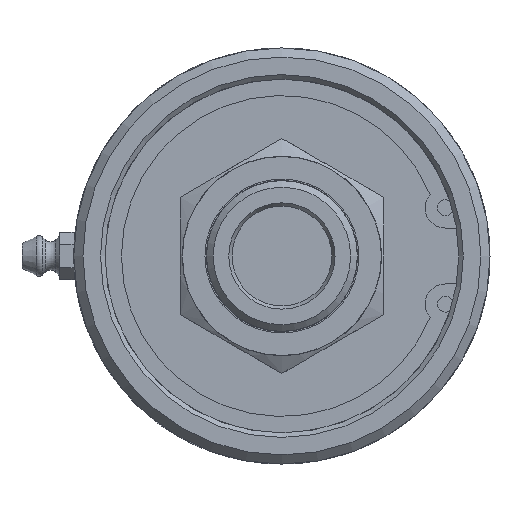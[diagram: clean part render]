
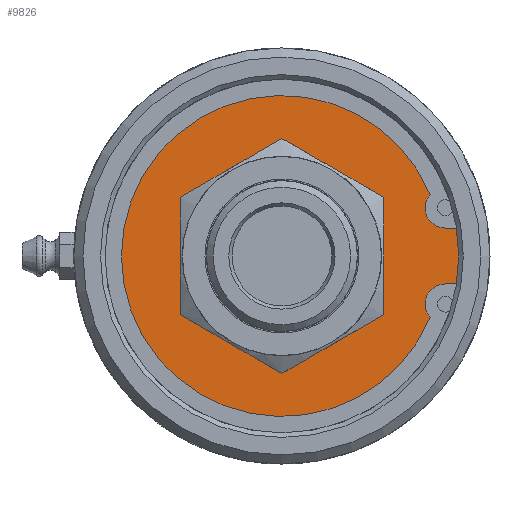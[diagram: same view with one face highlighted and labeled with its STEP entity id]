
A CAD part, left-side view. The second image highlights one B-rep face of the part: STEP entity #9826.
In plain terms, the highlighted planar face has unit normal (-1, 0, 0).
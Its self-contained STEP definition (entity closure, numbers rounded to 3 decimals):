
#135=FACE_BOUND('',#1635,.T.);
#253=PLANE('',#10425);
#1028=FACE_OUTER_BOUND('',#1634,.T.);
#1634=EDGE_LOOP('',(#8564,#8565,#8566,#8567,#8568,#8569));
#1635=EDGE_LOOP('',(#8570,#8571));
#1992=CIRCLE('',#10405,3.556);
#1994=CIRCLE('',#10408,28.142);
#1996=CIRCLE('',#10411,3.556);
#2003=CIRCLE('',#10423,33.45);
#2004=CIRCLE('',#10426,17.5);
#2005=CIRCLE('',#10427,17.5);
#2510=LINE('',#27032,#2984);
#2515=LINE('',#27046,#2989);
#2984=VECTOR('',#11925,10.);
#2989=VECTOR('',#11932,10.);
#4483=VERTEX_POINT('',#27029);
#4484=VERTEX_POINT('',#27031);
#4488=VERTEX_POINT('',#27043);
#4489=VERTEX_POINT('',#27045);
#4490=VERTEX_POINT('',#27049);
#4492=VERTEX_POINT('',#27055);
#4495=VERTEX_POINT('',#27077);
#4496=VERTEX_POINT('',#27078);
#5862=EDGE_CURVE('',#4484,#4483,#2510,.T.);
#5868=EDGE_CURVE('',#4489,#4488,#2515,.T.);
#5870=EDGE_CURVE('',#4488,#4490,#1992,.T.);
#5873=EDGE_CURVE('',#4490,#4492,#1994,.T.);
#5876=EDGE_CURVE('',#4492,#4484,#1996,.T.);
#5883=EDGE_CURVE('',#4483,#4489,#2003,.T.);
#5884=EDGE_CURVE('',#4495,#4496,#2004,.T.);
#5885=EDGE_CURVE('',#4496,#4495,#2005,.T.);
#8564=ORIENTED_EDGE('',*,*,#5868,.T.);
#8565=ORIENTED_EDGE('',*,*,#5870,.T.);
#8566=ORIENTED_EDGE('',*,*,#5873,.T.);
#8567=ORIENTED_EDGE('',*,*,#5876,.T.);
#8568=ORIENTED_EDGE('',*,*,#5862,.T.);
#8569=ORIENTED_EDGE('',*,*,#5883,.T.);
#8570=ORIENTED_EDGE('',*,*,#5884,.T.);
#8571=ORIENTED_EDGE('',*,*,#5885,.T.);
#9826=ADVANCED_FACE('',(#1028,#135),#253,.F.);
#10405=AXIS2_PLACEMENT_3D('',#27050,#11936,#11937);
#10408=AXIS2_PLACEMENT_3D('',#27056,#11943,#11944);
#10411=AXIS2_PLACEMENT_3D('',#27061,#11950,#11951);
#10423=AXIS2_PLACEMENT_3D('',#27074,#11974,#11975);
#10425=AXIS2_PLACEMENT_3D('',#27076,#11978,#11979);
#10426=AXIS2_PLACEMENT_3D('',#27079,#11980,#11981);
#10427=AXIS2_PLACEMENT_3D('',#27080,#11982,#11983);
#11925=DIRECTION('',(0.,-1.,0.));
#11932=DIRECTION('',(0.,1.,0.));
#11936=DIRECTION('center_axis',(1.,0.,0.));
#11937=DIRECTION('ref_axis',(0.,0.754,0.657));
#11943=DIRECTION('center_axis',(-1.,0.,0.));
#11944=DIRECTION('ref_axis',(0.,0.924,-0.384));
#11950=DIRECTION('center_axis',(1.,0.,0.));
#11951=DIRECTION('ref_axis',(0.,0.,1.));
#11974=DIRECTION('center_axis',(-1.,0.,0.));
#11975=DIRECTION('ref_axis',(0.,1.,0.));
#11978=DIRECTION('center_axis',(1.,0.,0.));
#11979=DIRECTION('ref_axis',(0.,0.,-1.));
#11980=DIRECTION('center_axis',(1.,0.,0.));
#11981=DIRECTION('ref_axis',(0.,1.,0.));
#11982=DIRECTION('center_axis',(1.,0.,0.));
#11983=DIRECTION('ref_axis',(0.,1.,0.));
#27029=CARTESIAN_POINT('',(6.08,-33.089,-4.902));
#27031=CARTESIAN_POINT('',(6.08,-28.672,-4.902));
#27032=CARTESIAN_POINT('',(6.08,-8.182,-4.902));
#27043=CARTESIAN_POINT('',(6.08,-28.672,4.902));
#27045=CARTESIAN_POINT('',(6.08,-33.089,4.902));
#27046=CARTESIAN_POINT('',(6.08,-5.974,4.902));
#27049=CARTESIAN_POINT('',(6.08,-25.99,10.793));
#27050=CARTESIAN_POINT('Origin',(6.08,-28.672,8.458));
#27055=CARTESIAN_POINT('',(6.08,-25.99,-10.793));
#27056=CARTESIAN_POINT('Origin',(6.08,0.,0.));
#27061=CARTESIAN_POINT('Origin',(6.08,-28.672,-8.458));
#27074=CARTESIAN_POINT('Origin',(6.08,0.,0.));
#27076=CARTESIAN_POINT('Origin',(6.08,16.725,0.));
#27077=CARTESIAN_POINT('',(6.08,17.5,0.));
#27078=CARTESIAN_POINT('',(6.08,-17.5,0.));
#27079=CARTESIAN_POINT('Origin',(6.08,0.,0.));
#27080=CARTESIAN_POINT('Origin',(6.08,0.,0.));
